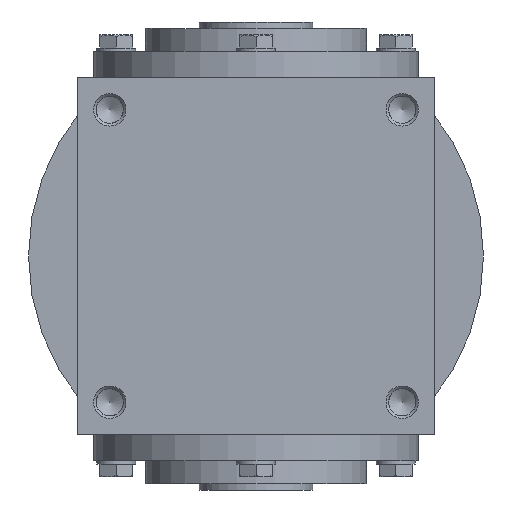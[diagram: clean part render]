
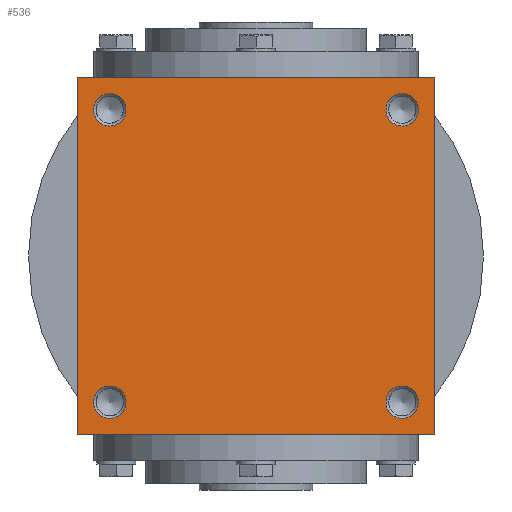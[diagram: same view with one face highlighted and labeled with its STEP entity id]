
A CAD part, left-side view. The second image highlights one B-rep face of the part: STEP entity #536.
In plain terms, the highlighted face is planar.
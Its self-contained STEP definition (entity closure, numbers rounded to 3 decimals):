
#536 = ADVANCED_FACE( '', ( #1143, #1144, #1145, #1146, #1147 ), #1148, .F. );
#1143 = FACE_BOUND( '', #1813, .T. );
#1144 = FACE_BOUND( '', #1814, .T. );
#1145 = FACE_BOUND( '', #1815, .T. );
#1146 = FACE_BOUND( '', #1816, .T. );
#1147 = FACE_OUTER_BOUND( '', #1817, .T. );
#1148 = PLANE( '', #1818 );
#1813 = EDGE_LOOP( '', ( #2890 ) );
#1814 = EDGE_LOOP( '', ( #2891 ) );
#1815 = EDGE_LOOP( '', ( #2892 ) );
#1816 = EDGE_LOOP( '', ( #2893 ) );
#1817 = EDGE_LOOP( '', ( #2894, #2895, #2896, #2897 ) );
#1818 = AXIS2_PLACEMENT_3D( '', #2898, #2899, #2900 );
#2890 = ORIENTED_EDGE( '', *, *, #3665, .F. );
#2891 = ORIENTED_EDGE( '', *, *, #3666, .T. );
#2892 = ORIENTED_EDGE( '', *, *, #3667, .F. );
#2893 = ORIENTED_EDGE( '', *, *, #3641, .T. );
#2894 = ORIENTED_EDGE( '', *, *, #3668, .F. );
#2895 = ORIENTED_EDGE( '', *, *, #3481, .F. );
#2896 = ORIENTED_EDGE( '', *, *, #3669, .F. );
#2897 = ORIENTED_EDGE( '', *, *, #3515, .F. );
#2898 = CARTESIAN_POINT( '', ( 0., 0., -55. ) );
#2899 = DIRECTION( '', ( 0., 0., 1. ) );
#2900 = DIRECTION( '', ( 1., 0., 0. ) );
#3481 = EDGE_CURVE( '', #4068, #4069, #4070, .T. );
#3515 = EDGE_CURVE( '', #4118, #4119, #4120, .T. );
#3641 = EDGE_CURVE( '', #4295, #4295, #4296, .T. );
#3665 = EDGE_CURVE( '', #4323, #4323, #4324, .T. );
#3666 = EDGE_CURVE( '', #4325, #4325, #4326, .T. );
#3667 = EDGE_CURVE( '', #4327, #4327, #4328, .T. );
#3668 = EDGE_CURVE( '', #4069, #4118, #4329, .T. );
#3669 = EDGE_CURVE( '', #4119, #4068, #4330, .T. );
#4068 = VERTEX_POINT( '', #4794 );
#4069 = VERTEX_POINT( '', #4795 );
#4070 = LINE( '', #4796, #4797 );
#4118 = VERTEX_POINT( '', #4848 );
#4119 = VERTEX_POINT( '', #4849 );
#4120 = LINE( '', #4850, #4851 );
#4295 = VERTEX_POINT( '', #5066 );
#4296 = CIRCLE( '', #5067, 5. );
#4323 = VERTEX_POINT( '', #5103 );
#4324 = CIRCLE( '', #5104, 5. );
#4325 = VERTEX_POINT( '', #5105 );
#4326 = CIRCLE( '', #5106, 5. );
#4327 = VERTEX_POINT( '', #5107 );
#4328 = CIRCLE( '', #5108, 5. );
#4329 = LINE( '', #5109, #5110 );
#4330 = LINE( '', #5111, #5112 );
#4794 = CARTESIAN_POINT( '', ( 55., 55., -55. ) );
#4795 = CARTESIAN_POINT( '', ( -55., 55., -55. ) );
#4796 = CARTESIAN_POINT( '', ( 55., 55., -55. ) );
#4797 = VECTOR( '', #5572, 1000. );
#4848 = CARTESIAN_POINT( '', ( -55., -55., -55. ) );
#4849 = CARTESIAN_POINT( '', ( 55., -55., -55. ) );
#4850 = CARTESIAN_POINT( '', ( -55., -55., -55. ) );
#4851 = VECTOR( '', #5633, 1000. );
#5066 = CARTESIAN_POINT( '', ( 50., -45., -55. ) );
#5067 = AXIS2_PLACEMENT_3D( '', #5816, #5817, #5818 );
#5103 = CARTESIAN_POINT( '', ( -50., 45., -55. ) );
#5104 = AXIS2_PLACEMENT_3D( '', #5839, #5840, #5841 );
#5105 = CARTESIAN_POINT( '', ( 50., 45., -55. ) );
#5106 = AXIS2_PLACEMENT_3D( '', #5842, #5843, #5844 );
#5107 = CARTESIAN_POINT( '', ( -50., -45., -55. ) );
#5108 = AXIS2_PLACEMENT_3D( '', #5845, #5846, #5847 );
#5109 = CARTESIAN_POINT( '', ( -55., 55., -55. ) );
#5110 = VECTOR( '', #5848, 1000. );
#5111 = CARTESIAN_POINT( '', ( 55., -55., -55. ) );
#5112 = VECTOR( '', #5849, 1000. );
#5572 = DIRECTION( '', ( -1., 0., 0. ) );
#5633 = DIRECTION( '', ( 1., 0., 0. ) );
#5816 = CARTESIAN_POINT( '', ( 45., -45., -55. ) );
#5817 = DIRECTION( '', ( 0., 0., 1. ) );
#5818 = DIRECTION( '', ( 1., 0., 0. ) );
#5839 = CARTESIAN_POINT( '', ( -45., 45., -55. ) );
#5840 = DIRECTION( '', ( 0., 0., -1. ) );
#5841 = DIRECTION( '', ( -1., 0., 0. ) );
#5842 = CARTESIAN_POINT( '', ( 45., 45., -55. ) );
#5843 = DIRECTION( '', ( 0., 0., 1. ) );
#5844 = DIRECTION( '', ( 1., 0., 0. ) );
#5845 = CARTESIAN_POINT( '', ( -45., -45., -55. ) );
#5846 = DIRECTION( '', ( 0., 0., -1. ) );
#5847 = DIRECTION( '', ( -1., 0., 0. ) );
#5848 = DIRECTION( '', ( 0., -1., 0. ) );
#5849 = DIRECTION( '', ( 0., 1., 0. ) );
